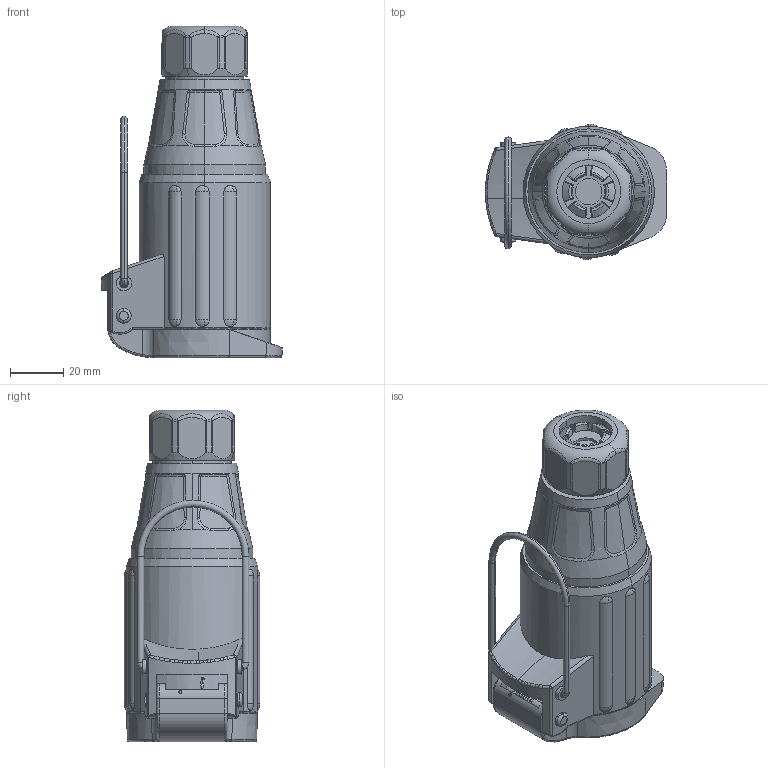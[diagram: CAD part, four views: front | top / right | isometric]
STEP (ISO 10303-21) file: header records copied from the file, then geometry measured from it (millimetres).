
FILE_DESCRIPTION((''),'2;1');
FILE_NAME('301161_SW0001','2020-12-11T10:03:24',('teru'),(''),'CREO PARAMETRIC BY PTC INC, 2017380','CREO PARAMETRIC BY PTC INC, 2017380','');
FILE_SCHEMA(('CONFIG_CONTROL_DESIGN'));
Length unit declared in the file: millimetre
Products named in the file (1): 301161_SW0001
Bounding box: 68.13 x 50.87 x 124.54 mm (x, y, z)
Volume: 200659.2 mm3; surface area: 29924 mm2
Topology: 2 solids, 2 shells, 497 faces, 1282 edges, 787 vertices
Faces by surface type: bspline 161, cylinder 129, plane 58, cone 48, revolution 39, torus 34, sphere 20, extrusion 8
Entity records: 27259 total; most frequent: CARTESIAN_POINT 16840, ORIENTED_EDGE 2526, DIRECTION 1569, EDGE_CURVE 1263, VERTEX_POINT 787, B_SPLINE_CURVE_WITH_KNOTS 697, AXIS2_PLACEMENT_3D 632, EDGE_LOOP 528
